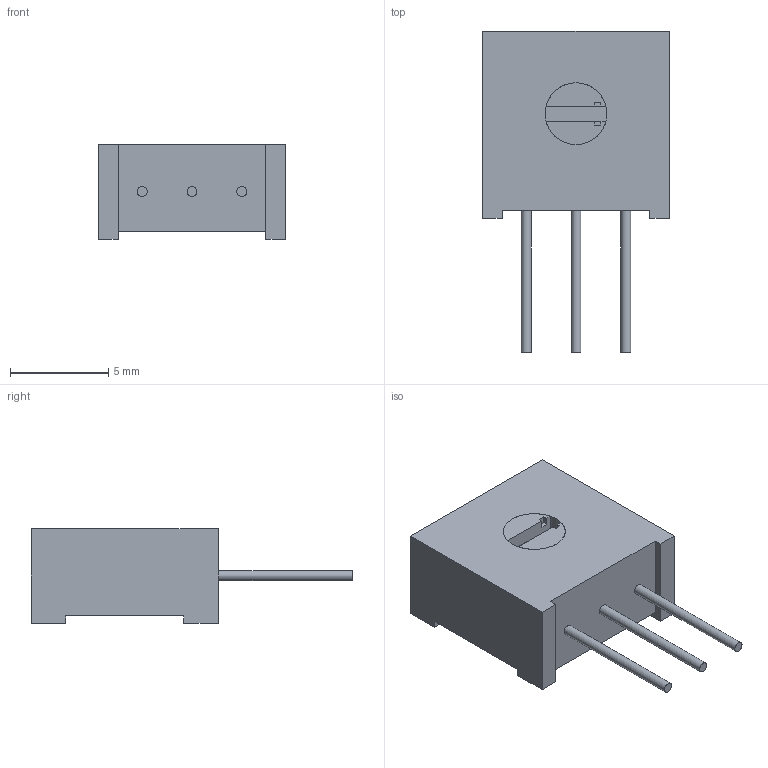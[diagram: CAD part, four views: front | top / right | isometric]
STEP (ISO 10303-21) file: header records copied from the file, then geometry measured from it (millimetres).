
FILE_DESCRIPTION (( 'STEP AP214' ), '1' );
FILE_NAME ('3386W-1-103A.STEP', '2022-11-29T06:12:07', ( '' ), ( '' ), 'SwSTEP 2.0', 'SolidWorks 2021', '' );
FILE_SCHEMA (( 'AUTOMOTIVE_DESIGN' ));
Length unit declared in the file: millimetre
Products named in the file (2): 3386W-1-103A; 3386W-1-103A_3386W-1-103A
Assembly tree (1 placements, depth 2):
  3386W-1-103A
    3386W-1-103A_3386W-1-103A
Bounding box: 9.53 x 16.39 x 4.83 mm (x, y, z)
Volume: 396.7 mm3; surface area: 436.4 mm2
Topology: 5 solids, 5 shells, 46 faces, 108 edges, 73 vertices
Faces by surface type: plane 41, cylinder 5
Full cylindrical faces by diameter (mm): 0.51 x3, 3.15 x2
Entity records: 1350 total; most frequent: CARTESIAN_POINT 218, DIRECTION 212, ORIENTED_EDGE 198, EDGE_CURVE 99, LINE 86, VECTOR 86, VERTEX_POINT 69, AXIS2_PLACEMENT_3D 63
